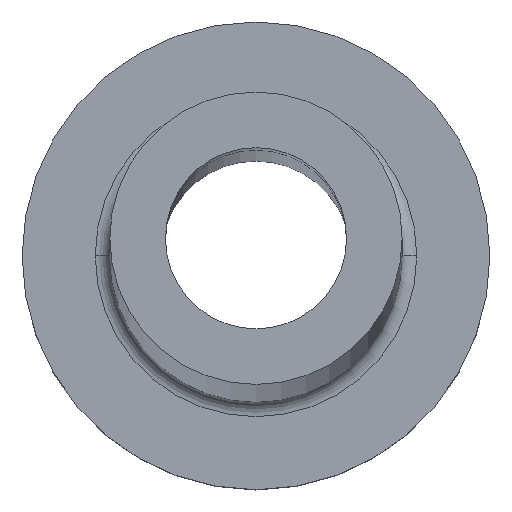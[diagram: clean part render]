
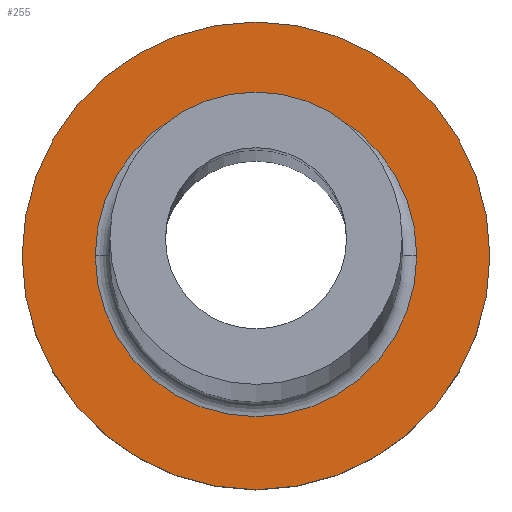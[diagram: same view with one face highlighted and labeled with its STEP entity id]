
A CAD part, top view. The second image highlights one B-rep face of the part: STEP entity #255.
In plain terms, the highlighted planar face has unit normal (0, 0, 1).
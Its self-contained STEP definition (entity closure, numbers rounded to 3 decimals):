
#13 = AXIS2_PLACEMENT_3D ( 'NONE', #427, #249, #175 ) ;
#25 = DIRECTION ( 'NONE',  ( 0., 0., 1. ) ) ;
#32 = EDGE_CURVE ( 'NONE', #333, #159, #440, .T. ) ;
#37 = CARTESIAN_POINT ( 'NONE',  ( 0., 0., 5. ) ) ;
#40 = CARTESIAN_POINT ( 'NONE',  ( 0., 0., 5. ) ) ;
#48 = CIRCLE ( 'NONE', #305, 8. ) ;
#65 = DIRECTION ( 'NONE',  ( 0., 0., -1. ) ) ;
#68 = DIRECTION ( 'NONE',  ( 0., 0., -1. ) ) ;
#70 = DIRECTION ( 'NONE',  ( 0., 0., 1. ) ) ;
#89 = CARTESIAN_POINT ( 'NONE',  ( 8., 0., 5. ) ) ;
#97 = CARTESIAN_POINT ( 'NONE',  ( 0., 0., 5. ) ) ;
#101 = FACE_BOUND ( 'NONE', #195, .T. ) ;
#104 = PLANE ( 'NONE',  #13 ) ;
#106 = CARTESIAN_POINT ( 'NONE',  ( 0., 0., 5. ) ) ;
#117 = ORIENTED_EDGE ( 'NONE', *, *, #32, .T. ) ;
#159 = VERTEX_POINT ( 'NONE', #89 ) ;
#175 = DIRECTION ( 'NONE',  ( 1., 0., 0. ) ) ;
#182 = CIRCLE ( 'NONE', #407, 5.5 ) ;
#193 = ORIENTED_EDGE ( 'NONE', *, *, #252, .T. ) ;
#195 = EDGE_LOOP ( 'NONE', ( #214, #193 ) ) ;
#214 = ORIENTED_EDGE ( 'NONE', *, *, #218, .T. ) ;
#218 = EDGE_CURVE ( 'NONE', #265, #344, #182, .T. ) ;
#222 = AXIS2_PLACEMENT_3D ( 'NONE', #106, #68, #254 ) ;
#249 = DIRECTION ( 'NONE',  ( 0., 0., 1. ) ) ;
#250 = CARTESIAN_POINT ( 'NONE',  ( 5.5, 0., 5. ) ) ;
#251 = CARTESIAN_POINT ( 'NONE',  ( -5.5, 0., 5. ) ) ;
#252 = EDGE_CURVE ( 'NONE', #344, #265, #322, .T. ) ;
#254 = DIRECTION ( 'NONE',  ( 1., 0., 0. ) ) ;
#255 = ADVANCED_FACE ( 'NONE', ( #101, #400 ), #104, .T. ) ;
#256 = AXIS2_PLACEMENT_3D ( 'NONE', #97, #25, #459 ) ;
#265 = VERTEX_POINT ( 'NONE', #250 ) ;
#282 = CARTESIAN_POINT ( 'NONE',  ( -8., 0., 5. ) ) ;
#290 = EDGE_CURVE ( 'NONE', #159, #333, #48, .T. ) ;
#294 = DIRECTION ( 'NONE',  ( 1., 0., 0. ) ) ;
#305 = AXIS2_PLACEMENT_3D ( 'NONE', #40, #70, #294 ) ;
#322 = CIRCLE ( 'NONE', #222, 5.5 ) ;
#333 = VERTEX_POINT ( 'NONE', #282 ) ;
#342 = ORIENTED_EDGE ( 'NONE', *, *, #290, .T. ) ;
#344 = VERTEX_POINT ( 'NONE', #251 ) ;
#364 = DIRECTION ( 'NONE',  ( 1., 0., 0. ) ) ;
#390 = EDGE_LOOP ( 'NONE', ( #117, #342 ) ) ;
#400 = FACE_OUTER_BOUND ( 'NONE', #390, .T. ) ;
#407 = AXIS2_PLACEMENT_3D ( 'NONE', #37, #65, #364 ) ;
#427 = CARTESIAN_POINT ( 'NONE',  ( 0., 0., 5. ) ) ;
#440 = CIRCLE ( 'NONE', #256, 8. ) ;
#459 = DIRECTION ( 'NONE',  ( 1., 0., 0. ) ) ;
